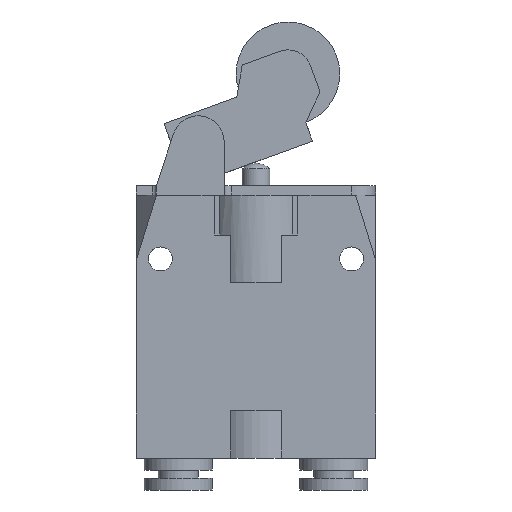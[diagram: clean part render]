
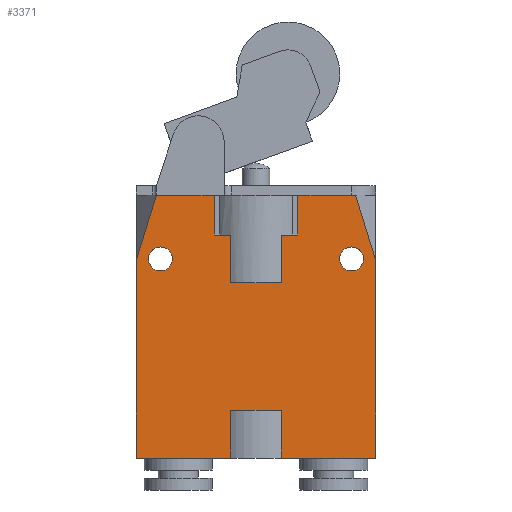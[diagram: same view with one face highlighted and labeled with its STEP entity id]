
A CAD part, front view. The second image highlights one B-rep face of the part: STEP entity #3371.
In plain terms, the highlighted planar face has unit normal (0, -1, 0).
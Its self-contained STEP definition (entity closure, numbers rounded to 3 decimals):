
#73=FACE_BOUND('',#477,.T.);
#74=FACE_BOUND('',#478,.T.);
#269=FACE_OUTER_BOUND('',#476,.T.);
#476=EDGE_LOOP('',(#2556,#2557,#2558,#2559,#2560,#2561,#2562,#2563,#2564,
#2565,#2566,#2567,#2568,#2569,#2570,#2571,#2572,#2573));
#477=EDGE_LOOP('',(#2574));
#478=EDGE_LOOP('',(#2575));
#606=CIRCLE('',#3560,1.5);
#608=CIRCLE('',#3563,1.5);
#661=LINE('',#4812,#1003);
#674=LINE('',#4840,#1016);
#681=LINE('',#4856,#1023);
#744=LINE('',#5272,#1086);
#746=LINE('',#5275,#1088);
#750=LINE('',#5287,#1092);
#799=LINE('',#5394,#1141);
#803=LINE('',#5400,#1145);
#804=LINE('',#5402,#1146);
#806=LINE('',#5406,#1148);
#808=LINE('',#5410,#1150);
#809=LINE('',#5412,#1151);
#812=LINE('',#5430,#1154);
#818=LINE('',#5442,#1160);
#833=LINE('',#5477,#1175);
#835=LINE('',#5480,#1177);
#857=LINE('',#5529,#1199);
#858=LINE('',#5530,#1200);
#1003=VECTOR('',#3755,7.25);
#1016=VECTOR('',#3770,7.25);
#1023=VECTOR('',#3781,24.92);
#1086=VECTOR('',#3948,8.458);
#1088=VECTOR('',#3952,8.458);
#1092=VECTOR('',#3960,6.4);
#1141=VECTOR('',#4059,5.);
#1145=VECTOR('',#4065,2.05);
#1146=VECTOR('',#4068,6.);
#1148=VECTOR('',#4072,6.);
#1150=VECTOR('',#4076,2.05);
#1151=VECTOR('',#4079,5.);
#1154=VECTOR('',#4100,24.92);
#1160=VECTOR('',#4108,6.);
#1175=VECTOR('',#4139,6.);
#1177=VECTOR('',#4143,6.4);
#1199=VECTOR('',#4187,11.8);
#1200=VECTOR('',#4188,11.8);
#1354=VERTEX_POINT('',#4808);
#1356=VERTEX_POINT('',#4811);
#1369=VERTEX_POINT('',#4837);
#1370=VERTEX_POINT('',#4839);
#1376=VERTEX_POINT('',#4853);
#1377=VERTEX_POINT('',#4855);
#1450=VERTEX_POINT('',#5271);
#1455=VERTEX_POINT('',#5284);
#1456=VERTEX_POINT('',#5286);
#1489=VERTEX_POINT('',#5393);
#1490=VERTEX_POINT('',#5398);
#1491=VERTEX_POINT('',#5404);
#1492=VERTEX_POINT('',#5408);
#1493=VERTEX_POINT('',#5415);
#1495=VERTEX_POINT('',#5420);
#1498=VERTEX_POINT('',#5429);
#1501=VERTEX_POINT('',#5436);
#1503=VERTEX_POINT('',#5440);
#1514=VERTEX_POINT('',#5474);
#1515=VERTEX_POINT('',#5476);
#1669=EDGE_CURVE('',#1356,#1354,#661,.T.);
#1683=EDGE_CURVE('',#1370,#1369,#674,.T.);
#1691=EDGE_CURVE('',#1377,#1376,#681,.T.);
#1794=EDGE_CURVE('',#1450,#1356,#744,.T.);
#1796=EDGE_CURVE('',#1369,#1377,#746,.T.);
#1801=EDGE_CURVE('',#1456,#1455,#750,.T.);
#1855=EDGE_CURVE('',#1354,#1489,#799,.T.);
#1859=EDGE_CURVE('',#1489,#1490,#803,.T.);
#1860=EDGE_CURVE('',#1490,#1456,#804,.T.);
#1862=EDGE_CURVE('',#1455,#1491,#806,.T.);
#1864=EDGE_CURVE('',#1491,#1492,#808,.T.);
#1865=EDGE_CURVE('',#1492,#1370,#809,.T.);
#1866=EDGE_CURVE('',#1493,#1493,#606,.T.);
#1868=EDGE_CURVE('',#1495,#1495,#608,.T.);
#1872=EDGE_CURVE('',#1498,#1450,#812,.T.);
#1878=EDGE_CURVE('',#1501,#1503,#818,.T.);
#1895=EDGE_CURVE('',#1515,#1514,#833,.T.);
#1897=EDGE_CURVE('',#1503,#1515,#835,.T.);
#1921=EDGE_CURVE('',#1376,#1501,#857,.T.);
#1922=EDGE_CURVE('',#1514,#1498,#858,.T.);
#2556=ORIENTED_EDGE('',*,*,#1669,.T.);
#2557=ORIENTED_EDGE('',*,*,#1855,.T.);
#2558=ORIENTED_EDGE('',*,*,#1859,.T.);
#2559=ORIENTED_EDGE('',*,*,#1860,.T.);
#2560=ORIENTED_EDGE('',*,*,#1801,.T.);
#2561=ORIENTED_EDGE('',*,*,#1862,.T.);
#2562=ORIENTED_EDGE('',*,*,#1864,.T.);
#2563=ORIENTED_EDGE('',*,*,#1865,.T.);
#2564=ORIENTED_EDGE('',*,*,#1683,.T.);
#2565=ORIENTED_EDGE('',*,*,#1796,.T.);
#2566=ORIENTED_EDGE('',*,*,#1691,.T.);
#2567=ORIENTED_EDGE('',*,*,#1921,.T.);
#2568=ORIENTED_EDGE('',*,*,#1878,.T.);
#2569=ORIENTED_EDGE('',*,*,#1897,.T.);
#2570=ORIENTED_EDGE('',*,*,#1895,.T.);
#2571=ORIENTED_EDGE('',*,*,#1922,.T.);
#2572=ORIENTED_EDGE('',*,*,#1872,.T.);
#2573=ORIENTED_EDGE('',*,*,#1794,.T.);
#2574=ORIENTED_EDGE('',*,*,#1866,.T.);
#2575=ORIENTED_EDGE('',*,*,#1868,.T.);
#3088=PLANE('',#3587);
#3371=ADVANCED_FACE('',(#269,#73,#74),#3088,.T.);
#3560=AXIS2_PLACEMENT_3D('',#5416,#4084,#4085);
#3563=AXIS2_PLACEMENT_3D('',#5421,#4090,#4091);
#3587=AXIS2_PLACEMENT_3D('',#5528,#4185,#4186);
#3755=DIRECTION('',(-1.,0.,0.));
#3770=DIRECTION('',(-1.,0.,0.));
#3781=DIRECTION('',(0.,0.,-1.));
#3948=DIRECTION('',(-0.296,0.,0.955));
#3952=DIRECTION('',(-0.296,0.,-0.955));
#3960=DIRECTION('',(-1.,0.,0.));
#4059=DIRECTION('',(0.,0.,-1.));
#4065=DIRECTION('',(-1.,0.,0.));
#4068=DIRECTION('',(0.,0.,-1.));
#4072=DIRECTION('',(0.,0.,1.));
#4076=DIRECTION('',(-1.,0.,0.));
#4079=DIRECTION('',(0.,0.,1.));
#4084=DIRECTION('center_axis',(0.,1.,0.));
#4085=DIRECTION('ref_axis',(1.,0.,0.));
#4090=DIRECTION('center_axis',(0.,1.,0.));
#4091=DIRECTION('ref_axis',(1.,0.,0.));
#4100=DIRECTION('',(0.,0.,1.));
#4108=DIRECTION('',(0.,0.,1.));
#4139=DIRECTION('',(0.,0.,-1.));
#4143=DIRECTION('',(1.,0.,0.));
#4185=DIRECTION('center_axis',(0.,-1.,0.));
#4186=DIRECTION('ref_axis',(0.,0.,-1.));
#4187=DIRECTION('',(1.,0.,0.));
#4188=DIRECTION('',(1.,0.,0.));
#4808=CARTESIAN_POINT('',(5.25,-7.5,14.5));
#4811=CARTESIAN_POINT('',(12.5,-7.5,14.5));
#4812=CARTESIAN_POINT('',(7.5,-7.5,14.5));
#4837=CARTESIAN_POINT('',(-12.5,-7.5,14.5));
#4839=CARTESIAN_POINT('',(-5.25,-7.5,14.5));
#4840=CARTESIAN_POINT('',(7.5,-7.5,14.5));
#4853=CARTESIAN_POINT('',(-15.,-7.5,-18.5));
#4855=CARTESIAN_POINT('',(-15.,-7.5,6.42));
#4856=CARTESIAN_POINT('',(-15.,-7.5,18.5));
#5271=CARTESIAN_POINT('',(15.,-7.5,6.42));
#5272=CARTESIAN_POINT('',(14.001,-7.5,9.648));
#5275=CARTESIAN_POINT('',(-14.001,-7.5,9.648));
#5284=CARTESIAN_POINT('',(-3.2,-7.5,3.5));
#5286=CARTESIAN_POINT('',(3.2,-7.5,3.5));
#5287=CARTESIAN_POINT('',(-1.6,-7.5,3.5));
#5393=CARTESIAN_POINT('',(5.25,-7.5,9.5));
#5394=CARTESIAN_POINT('',(5.25,-7.5,4.75));
#5398=CARTESIAN_POINT('',(3.2,-7.5,9.5));
#5400=CARTESIAN_POINT('',(1.6,-7.5,9.5));
#5402=CARTESIAN_POINT('',(3.2,-7.5,1.75));
#5404=CARTESIAN_POINT('',(-3.2,-7.5,9.5));
#5406=CARTESIAN_POINT('',(-3.2,-7.5,4.75));
#5408=CARTESIAN_POINT('',(-5.25,-7.5,9.5));
#5410=CARTESIAN_POINT('',(-2.625,-7.5,9.5));
#5412=CARTESIAN_POINT('',(-5.25,-7.5,7.25));
#5415=CARTESIAN_POINT('',(10.5,-7.5,6.5));
#5416=CARTESIAN_POINT('Origin',(12.,-7.5,6.5));
#5420=CARTESIAN_POINT('',(-13.5,-7.5,6.5));
#5421=CARTESIAN_POINT('Origin',(-12.,-7.5,6.5));
#5429=CARTESIAN_POINT('',(15.,-7.5,-18.5));
#5430=CARTESIAN_POINT('',(15.,-7.5,-18.5));
#5436=CARTESIAN_POINT('',(-3.2,-7.5,-18.5));
#5440=CARTESIAN_POINT('',(-3.2,-7.5,-12.5));
#5442=CARTESIAN_POINT('',(-3.2,-7.5,-9.25));
#5474=CARTESIAN_POINT('',(3.2,-7.5,-18.5));
#5476=CARTESIAN_POINT('',(3.2,-7.5,-12.5));
#5477=CARTESIAN_POINT('',(3.2,-7.5,-9.25));
#5480=CARTESIAN_POINT('',(0.,-7.5,-12.5));
#5528=CARTESIAN_POINT('Origin',(0.,-7.5,0.));
#5529=CARTESIAN_POINT('',(-15.,-7.5,-18.5));
#5530=CARTESIAN_POINT('',(-15.,-7.5,-18.5));
